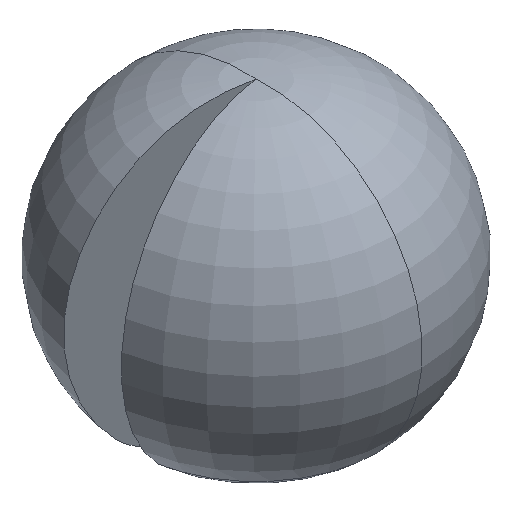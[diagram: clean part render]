
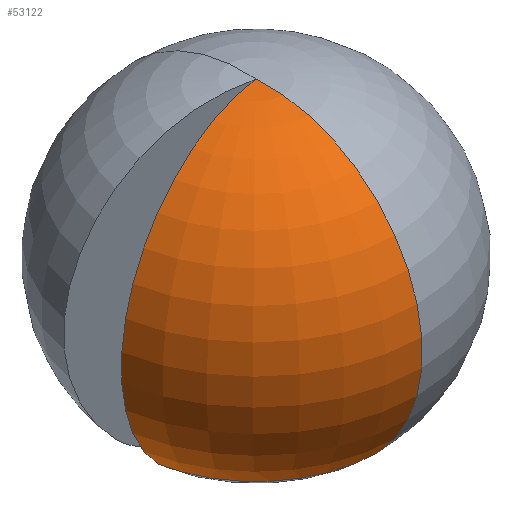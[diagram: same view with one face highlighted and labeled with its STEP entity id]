
A CAD part, isometric view. The second image highlights one B-rep face of the part: STEP entity #53122.
In plain terms, the highlighted toroidal (fillet/blend) face has major radius 50 mm and minor radius 661.92 mm.
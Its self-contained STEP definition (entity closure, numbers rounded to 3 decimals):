
#1560 = DIRECTION ( 'NONE',  ( 0., 0., -1. ) ) ;
#3258 = ORIENTED_EDGE ( 'NONE', *, *, #113733, .F. ) ;
#4522 = DIRECTION ( 'NONE',  ( 0., 0., -1. ) ) ;
#9673 = CARTESIAN_POINT ( 'NONE',  ( -512.258, -89.926, 90.325 ) ) ;
#12061 = DIRECTION ( 'NONE',  ( 0., -1., 0. ) ) ;
#15234 = DIRECTION ( 'NONE',  ( 0., 0., -1. ) ) ;
#20639 = VERTEX_POINT ( 'NONE', #61936 ) ;
#25745 = DIRECTION ( 'NONE',  ( 0., -1., 0. ) ) ;
#32028 = ORIENTED_EDGE ( 'NONE', *, *, #106532, .F. ) ;
#33934 = VERTEX_POINT ( 'NONE', #9673 ) ;
#52600 = CARTESIAN_POINT ( 'NONE',  ( -49.24, 376., 8.682 ) ) ;
#53122 = ADVANCED_FACE ( 'NONE', ( #75757 ), #86092, .T. ) ;
#53539 = DIRECTION ( 'NONE',  ( -0.174, 0., -0.985 ) ) ;
#59206 = CARTESIAN_POINT ( 'NONE',  ( 0., -89.926, 0. ) ) ;
#60414 = DIRECTION ( 'NONE',  ( 1., 0., 0. ) ) ;
#60482 = AXIS2_PLACEMENT_3D ( 'NONE', #65611, #12061, #1560 ) ;
#61936 = CARTESIAN_POINT ( 'NONE',  ( 0., -89.926, 520.161 ) ) ;
#65611 = CARTESIAN_POINT ( 'NONE',  ( 0., 376., 0. ) ) ;
#70023 = CARTESIAN_POINT ( 'NONE',  ( 0., 376., 50. ) ) ;
#75757 = FACE_OUTER_BOUND ( 'NONE', #81302, .T. ) ;
#77664 = AXIS2_PLACEMENT_3D ( 'NONE', #59206, #25745, #15234 ) ;
#78239 = ORIENTED_EDGE ( 'NONE', *, *, #137353, .F. ) ;
#79105 = AXIS2_PLACEMENT_3D ( 'NONE', #52600, #53539, #108403 ) ;
#81153 = CIRCLE ( 'NONE', #95136, 661.92 ) ;
#81302 = EDGE_LOOP ( 'NONE', ( #78239, #3258, #32028 ) ) ;
#86092 = TOROIDAL_SURFACE ( 'NONE', #60482, 50., 661.92 ) ;
#87328 = VERTEX_POINT ( 'NONE', #128120 ) ;
#92339 = CIRCLE ( 'NONE', #79105, 661.92 ) ;
#95136 = AXIS2_PLACEMENT_3D ( 'NONE', #70023, #60414, #4522 ) ;
#106532 = EDGE_CURVE ( 'NONE', #20639, #33934, #129512, .T. ) ;
#108403 = DIRECTION ( 'NONE',  ( -0.985, 0., 0.174 ) ) ;
#113733 = EDGE_CURVE ( 'NONE', #33934, #87328, #92339, .T. ) ;
#128120 = CARTESIAN_POINT ( 'NONE',  ( 0., 1036.029, 0. ) ) ;
#129512 = CIRCLE ( 'NONE', #77664, 520.161 ) ;
#137353 = EDGE_CURVE ( 'NONE', #87328, #20639, #81153, .T. ) ;
